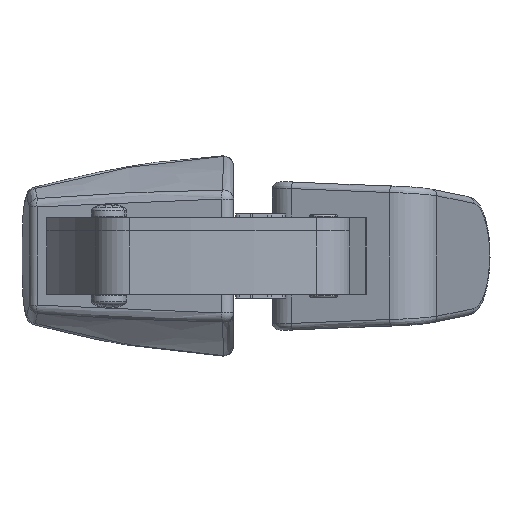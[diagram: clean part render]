
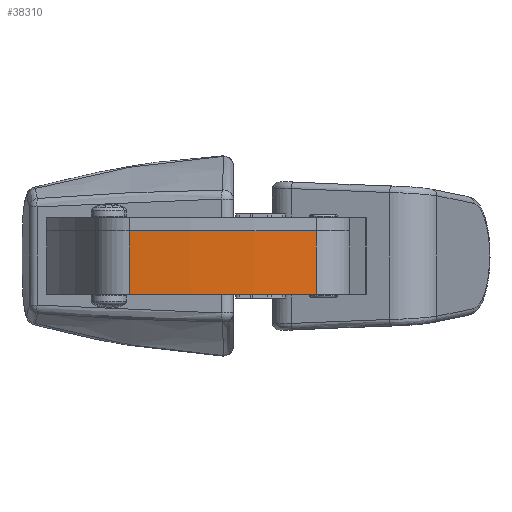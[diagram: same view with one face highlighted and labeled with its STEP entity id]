
A CAD part, left-side view. The second image highlights one B-rep face of the part: STEP entity #38310.
In plain terms, the highlighted cylindrical face has radius 150 mm (diameter 300 mm), a partial arc.
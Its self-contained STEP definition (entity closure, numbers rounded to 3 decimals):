
#38283=AXIS2_PLACEMENT_3D('Cylinder Axis2P3D',#38280,#38281,#38282) ;
#38296=AXIS2_PLACEMENT_3D('Circle Axis2P3D',#38294,#38295,$) ;
#38301=AXIS2_PLACEMENT_3D('Circle Axis2P3D',#38299,#38300,$) ;
#38244=CARTESIAN_POINT('Line Origine',(0.847,26.322,10.357)) ;
#38248=CARTESIAN_POINT('Vertex',(0.847,26.322,9.357)) ;
#38250=CARTESIAN_POINT('Vertex',(0.847,26.322,18.957)) ;
#38280=CARTESIAN_POINT('Axis2P3D Location',(150.,42.237,10.357)) ;
#38285=CARTESIAN_POINT('Line Origine',(0.516,54.667,10.357)) ;
#38289=CARTESIAN_POINT('Vertex',(0.516,54.667,9.357)) ;
#38291=CARTESIAN_POINT('Vertex',(0.516,54.667,18.957)) ;
#38294=CARTESIAN_POINT('Axis2P3D Location',(150.,42.237,9.357)) ;
#38299=CARTESIAN_POINT('Axis2P3D Location',(150.,42.237,18.957)) ;
#38245=DIRECTION('Vector Direction',(0.,0.,1.)) ;
#38281=DIRECTION('Axis2P3D Direction',(0.,0.,1.)) ;
#38282=DIRECTION('Axis2P3D XDirection',(-0.997,0.083,0.)) ;
#38286=DIRECTION('Vector Direction',(0.,0.,1.)) ;
#38295=DIRECTION('Axis2P3D Direction',(0.,0.,1.)) ;
#38300=DIRECTION('Axis2P3D Direction',(0.,0.,1.)) ;
#38246=VECTOR('Line Direction',#38245,1.) ;
#38287=VECTOR('Line Direction',#38286,1.) ;
#38305=ORIENTED_EDGE('',*,*,#38293,.F.) ;
#38306=ORIENTED_EDGE('',*,*,#38298,.T.) ;
#38307=ORIENTED_EDGE('',*,*,#38252,.T.) ;
#38308=ORIENTED_EDGE('',*,*,#38303,.F.) ;
#38310=ADVANCED_FACE('Hauptk\X2\00F6\X0\rper',(#38309),#38284,.T.) ;
#38297=CIRCLE('generated circle',#38296,150.) ;
#38302=CIRCLE('generated circle',#38301,150.) ;
#38284=CYLINDRICAL_SURFACE('generated cylinder',#38283,150.) ;
#38252=EDGE_CURVE('',#38249,#38251,#38247,.T.) ;
#38293=EDGE_CURVE('',#38290,#38292,#38288,.T.) ;
#38298=EDGE_CURVE('',#38290,#38249,#38297,.T.) ;
#38303=EDGE_CURVE('',#38292,#38251,#38302,.T.) ;
#38304=EDGE_LOOP('',(#38305,#38306,#38307,#38308)) ;
#38309=FACE_OUTER_BOUND('',#38304,.T.) ;
#38247=LINE('Line',#38244,#38246) ;
#38288=LINE('Line',#38285,#38287) ;
#38249=VERTEX_POINT('',#38248) ;
#38251=VERTEX_POINT('',#38250) ;
#38290=VERTEX_POINT('',#38289) ;
#38292=VERTEX_POINT('',#38291) ;
